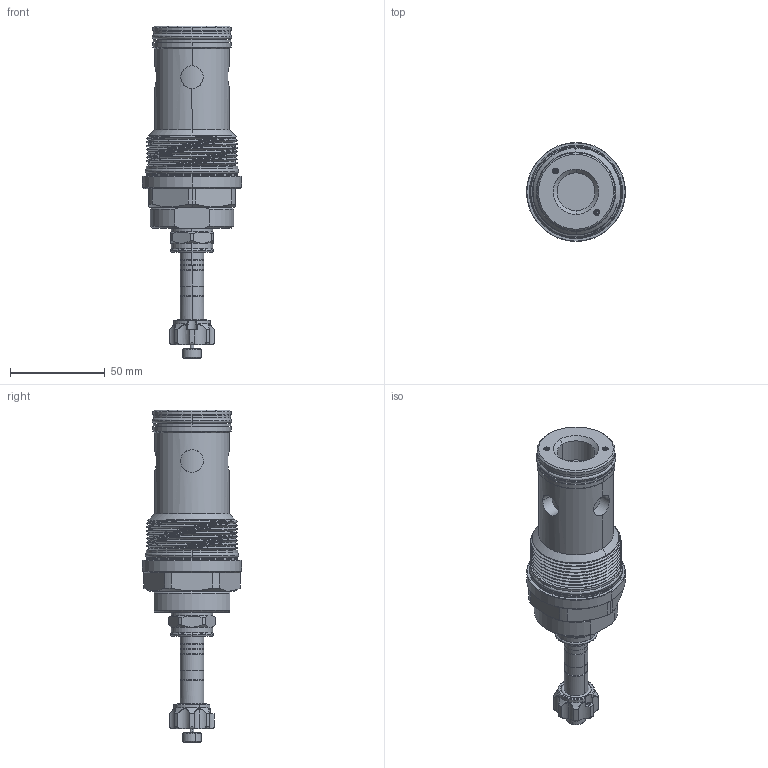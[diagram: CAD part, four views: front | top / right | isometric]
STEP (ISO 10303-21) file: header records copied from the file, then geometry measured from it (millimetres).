
FILE_DESCRIPTION (( 'STEP AP203' ), '1' );
FILE_NAME ('EP18A2A06P95.STEP', '2020-04-16T03:17:12', ( '' ), ( '' ), 'SwSTEP 2.0', 'SolidWorks 2018', '' );
FILE_SCHEMA (( 'CONFIG_CONTROL_DESIGN' ));
Length unit declared in the file: millimetre
Products named in the file (1): EP18A2A06P95
Bounding box: 52.37 x 52.37 x 175.6 mm (x, y, z)
Volume: 164453.8 mm3; surface area: 32776.9 mm2
Topology: 11 solids, 11 shells, 432 faces, 1026 edges, 626 vertices
Faces by surface type: cylinder 183, cone 83, plane 70, torus 51, bspline 41, sphere 4
Entity records: 18520 total; most frequent: CARTESIAN_POINT 8830, ORIENTED_EDGE 2028, DIRECTION 2022, EDGE_CURVE 1014, AXIS2_PLACEMENT_3D 848, VERTEX_POINT 620, EDGE_LOOP 462, CIRCLE 456
